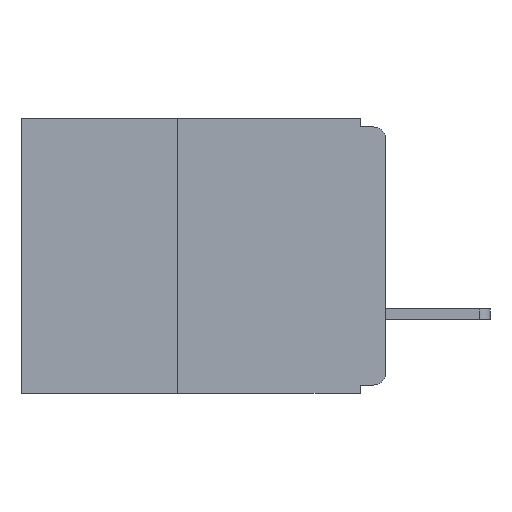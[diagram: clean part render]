
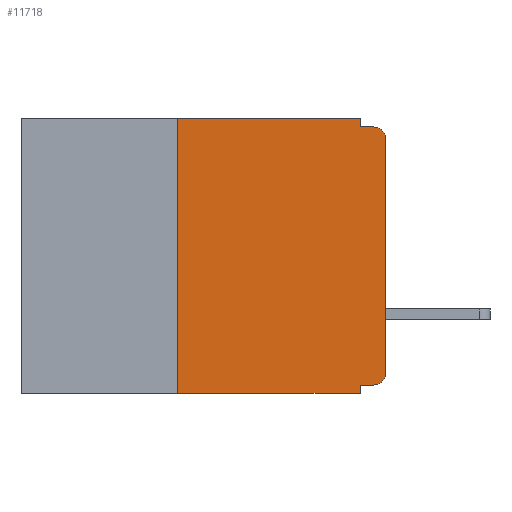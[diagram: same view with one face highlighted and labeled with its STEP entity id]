
A CAD part, left-side view. The second image highlights one B-rep face of the part: STEP entity #11718.
In plain terms, the highlighted planar face has unit normal (-1, 0, 0).
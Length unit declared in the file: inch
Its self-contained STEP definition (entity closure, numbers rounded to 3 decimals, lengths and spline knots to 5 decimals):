
#31 = CARTESIAN_POINT ( 'NONE',  ( 0., 0.25, -0.33 ) ) ;
#127 = VERTEX_POINT ( 'NONE', #12219 ) ;
#132 = VERTEX_POINT ( 'NONE', #12335 ) ;
#199 = EDGE_LOOP ( 'NONE', ( #8506, #9051, #10245, #10680, #1329, #2065, #2491, #2987, #3206, #3328 ) ) ;
#425 = AXIS2_PLACEMENT_3D ( 'NONE', #10982, #11799, #6195 ) ;
#878 = VERTEX_POINT ( 'NONE', #6571 ) ;
#934 = VERTEX_POINT ( 'NONE', #12618 ) ;
#1048 = DIRECTION ( 'NONE',  ( 0., -1., 0. ) ) ;
#1083 = EDGE_CURVE ( 'NONE', #934, #878, #7970, .T. ) ;
#1165 = DIRECTION ( 'NONE',  ( 0., 0., -1. ) ) ;
#1188 = EDGE_CURVE ( 'NONE', #127, #2644, #7515, .T. ) ;
#1292 = EDGE_CURVE ( 'NONE', #2668, #132, #7186, .T. ) ;
#1329 = ORIENTED_EDGE ( 'NONE', *, *, #4695, .F. ) ;
#1352 = EDGE_CURVE ( 'NONE', #878, #2644, #6814, .T. ) ;
#1419 = EDGE_CURVE ( 'NONE', #2668, #934, #6444, .T. ) ;
#1488 = VECTOR ( 'NONE', #4815, 39.37008 ) ;
#1520 = VECTOR ( 'NONE', #9822, 39.37008 ) ;
#1555 = LINE ( 'NONE', #9097, #1488 ) ;
#1590 = LINE ( 'NONE', #1904, #1520 ) ;
#1737 = VECTOR ( 'NONE', #8009, 39.37008 ) ;
#1762 = LINE ( 'NONE', #31, #1737 ) ;
#1780 = VECTOR ( 'NONE', #11284, 39.37008 ) ;
#1876 = LINE ( 'NONE', #11976, #1780 ) ;
#1904 = CARTESIAN_POINT ( 'NONE',  ( 0., 0.437, -0.33 ) ) ;
#2065 = ORIENTED_EDGE ( 'NONE', *, *, #2381, .F. ) ;
#2067 = DIRECTION ( 'NONE',  ( 0., 0., -1. ) ) ;
#2364 = EDGE_CURVE ( 'NONE', #7615, #127, #1876, .T. ) ;
#2381 = EDGE_CURVE ( 'NONE', #7001, #11376, #1762, .T. ) ;
#2402 = EDGE_CURVE ( 'NONE', #7001, #5315, #1590, .T. ) ;
#2409 = EDGE_CURVE ( 'NONE', #132, #5315, #1555, .T. ) ;
#2491 = ORIENTED_EDGE ( 'NONE', *, *, #2402, .T. ) ;
#2644 = VERTEX_POINT ( 'NONE', #9364 ) ;
#2668 = VERTEX_POINT ( 'NONE', #8955 ) ;
#2980 = FACE_OUTER_BOUND ( 'NONE', #199, .T. ) ;
#2987 = ORIENTED_EDGE ( 'NONE', *, *, #2409, .F. ) ;
#3002 = DIRECTION ( 'NONE',  ( -1., 0., 0. ) ) ;
#3038 = CARTESIAN_POINT ( 'NONE',  ( 0., 0.015, -0.305 ) ) ;
#3206 = ORIENTED_EDGE ( 'NONE', *, *, #1292, .F. ) ;
#3328 = ORIENTED_EDGE ( 'NONE', *, *, #1419, .T. ) ;
#4086 = DIRECTION ( 'NONE',  ( 0., -1., 0. ) ) ;
#4169 = CARTESIAN_POINT ( 'NONE',  ( 0., 0.437, 0. ) ) ;
#4695 = EDGE_CURVE ( 'NONE', #11376, #7615, #6938, .T. ) ;
#4815 = DIRECTION ( 'NONE',  ( 0., 0., -1. ) ) ;
#5098 = CARTESIAN_POINT ( 'NONE',  ( 0., 0., -0.01 ) ) ;
#5315 = VERTEX_POINT ( 'NONE', #9056 ) ;
#6114 = CARTESIAN_POINT ( 'NONE',  ( 0., 0.015, -0.025 ) ) ;
#6195 = DIRECTION ( 'NONE',  ( 0., 0., -1. ) ) ;
#6444 = CIRCLE ( 'NONE', #6855, 0.015 ) ;
#6571 = CARTESIAN_POINT ( 'NONE',  ( 0., 0., -0.025 ) ) ;
#6743 = CARTESIAN_POINT ( 'NONE',  ( 0., 0.25, 0. ) ) ;
#6802 = VECTOR ( 'NONE', #4086, 39.37008 ) ;
#6814 = CIRCLE ( 'NONE', #7184, 0.015 ) ;
#6855 = AXIS2_PLACEMENT_3D ( 'NONE', #3038, #3002, #1165 ) ;
#6938 = LINE ( 'NONE', #4169, #6802 ) ;
#7001 = VERTEX_POINT ( 'NONE', #12258 ) ;
#7132 = VECTOR ( 'NONE', #9025, 39.37008 ) ;
#7184 = AXIS2_PLACEMENT_3D ( 'NONE', #6114, #11192, #2067 ) ;
#7186 = LINE ( 'NONE', #9228, #7132 ) ;
#7474 = VECTOR ( 'NONE', #1048, 39.37008 ) ;
#7515 = LINE ( 'NONE', #5098, #7474 ) ;
#7615 = VERTEX_POINT ( 'NONE', #12905 ) ;
#7970 = LINE ( 'NONE', #9616, #8072 ) ;
#8009 = DIRECTION ( 'NONE',  ( 0., 0., 1. ) ) ;
#8072 = VECTOR ( 'NONE', #9542, 39.37008 ) ;
#8506 = ORIENTED_EDGE ( 'NONE', *, *, #1083, .T. ) ;
#8955 = CARTESIAN_POINT ( 'NONE',  ( 0., 0.015, -0.32 ) ) ;
#9025 = DIRECTION ( 'NONE',  ( 0., 1., 0. ) ) ;
#9051 = ORIENTED_EDGE ( 'NONE', *, *, #1352, .T. ) ;
#9056 = CARTESIAN_POINT ( 'NONE',  ( 0., 0.031, -0.33 ) ) ;
#9097 = CARTESIAN_POINT ( 'NONE',  ( 0., 0.031, -0.33 ) ) ;
#9228 = CARTESIAN_POINT ( 'NONE',  ( 0., 0., -0.32 ) ) ;
#9364 = CARTESIAN_POINT ( 'NONE',  ( 0., 0.015, -0.01 ) ) ;
#9542 = DIRECTION ( 'NONE',  ( 0., 0., 1. ) ) ;
#9616 = CARTESIAN_POINT ( 'NONE',  ( 0., 0., 0. ) ) ;
#9822 = DIRECTION ( 'NONE',  ( 0., -1., 0. ) ) ;
#10103 = PLANE ( 'NONE',  #425 ) ;
#10245 = ORIENTED_EDGE ( 'NONE', *, *, #1188, .F. ) ;
#10680 = ORIENTED_EDGE ( 'NONE', *, *, #2364, .F. ) ;
#10982 = CARTESIAN_POINT ( 'NONE',  ( 0., 0.437, 0. ) ) ;
#11192 = DIRECTION ( 'NONE',  ( -1., 0., 0. ) ) ;
#11284 = DIRECTION ( 'NONE',  ( 0., 0., -1. ) ) ;
#11376 = VERTEX_POINT ( 'NONE', #6743 ) ;
#11718 = ADVANCED_FACE ( 'NONE', ( #2980 ), #10103, .F. ) ;
#11799 = DIRECTION ( 'NONE',  ( 1., 0., 0. ) ) ;
#11976 = CARTESIAN_POINT ( 'NONE',  ( 0., 0.031, 0. ) ) ;
#12219 = CARTESIAN_POINT ( 'NONE',  ( 0., 0.031, -0.01 ) ) ;
#12258 = CARTESIAN_POINT ( 'NONE',  ( 0., 0.25, -0.33 ) ) ;
#12335 = CARTESIAN_POINT ( 'NONE',  ( 0., 0.031, -0.32 ) ) ;
#12618 = CARTESIAN_POINT ( 'NONE',  ( 0., 0., -0.305 ) ) ;
#12905 = CARTESIAN_POINT ( 'NONE',  ( 0., 0.031, 0. ) ) ;
